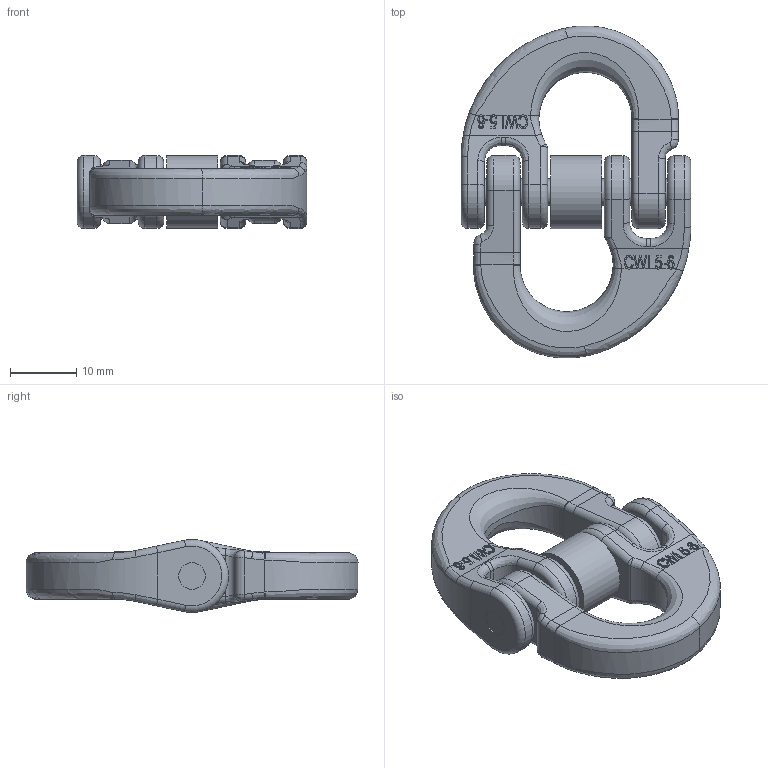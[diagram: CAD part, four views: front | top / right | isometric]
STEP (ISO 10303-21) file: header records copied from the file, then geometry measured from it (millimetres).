
FILE_DESCRIPTION(/* description */ (''),/* implementation_level */ '2;1');
FILE_NAME(/* name */ 'CWI 5-6 Kundenmodell.stp',/* time_stamp */ '2017-01-27T15:01:43+01:00',/* author */ (''),/* organization */ (''),/* preprocessor_version */ 'ST-DEVELOPER v15',/* originating_system */ 'SIEMENS PLM Software NX 9.0',/* authorisation */ '');
FILE_SCHEMA (('AUTOMOTIVE_DESIGN { 1 0 10303 214 3 1 1 1 }'));
Length unit declared in the file: millimetre
Products named in the file (1): KSE34EC9D2Efm19
Bounding box: 34.55 x 49.97 x 11 mm (x, y, z)
Volume: 7967.7 mm3; surface area: 5497.6 mm2
Topology: 10 solids, 10 shells, 287 faces, 675 edges, 408 vertices
Faces by surface type: plane 100, cylinder 73, bspline 56, extrusion 38, torus 16, sphere 4
Full cylindrical faces by diameter (mm): 4 x8, 11 x1
Entity records: 10483 total; most frequent: CARTESIAN_POINT 4528, ORIENTED_EDGE 1320, DIRECTION 1026, EDGE_CURVE 660, VERTEX_POINT 402, AXIS2_PLACEMENT_3D 380, EDGE_LOOP 314, ADVANCED_FACE 287
